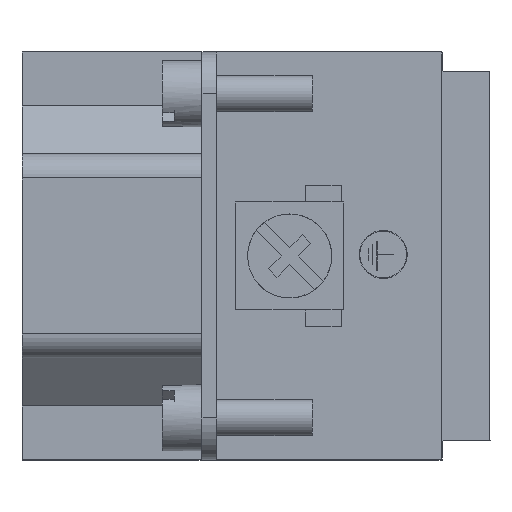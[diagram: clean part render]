
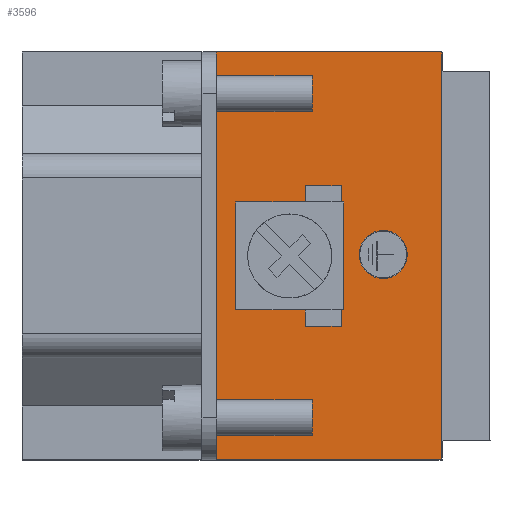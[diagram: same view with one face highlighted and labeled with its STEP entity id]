
A CAD part, left-side view. The second image highlights one B-rep face of the part: STEP entity #3596.
In plain terms, the highlighted planar face has unit normal (-1, 0, 0).
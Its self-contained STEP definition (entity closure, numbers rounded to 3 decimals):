
#2019=FACE_BOUND('',#6105,.T.);
#2020=FACE_BOUND('',#6106,.T.);
#2021=FACE_BOUND('',#6107,.T.);
#2138=B_SPLINE_CURVE_WITH_KNOTS('',3,(#26289,#26290,#26291,#26292),
 .UNSPECIFIED.,.F.,.F.,(4,4),(0.,1.),.UNSPECIFIED.);
#2139=B_SPLINE_CURVE_WITH_KNOTS('',3,(#26300,#26301,#26302,#26303),
 .UNSPECIFIED.,.F.,.F.,(4,4),(0.,1.),.UNSPECIFIED.);
#2140=B_SPLINE_CURVE_WITH_KNOTS('',3,(#26305,#26306,#26307,#26308),
 .UNSPECIFIED.,.F.,.F.,(4,4),(0.,1.),.UNSPECIFIED.);
#2141=B_SPLINE_CURVE_WITH_KNOTS('',3,(#26314,#26315,#26316,#26317),
 .UNSPECIFIED.,.F.,.F.,(4,4),(0.,1.),.UNSPECIFIED.);
#2142=B_SPLINE_CURVE_WITH_KNOTS('',3,(#26319,#26320,#26321,#26322),
 .UNSPECIFIED.,.F.,.F.,(4,4),(0.,1.),.UNSPECIFIED.);
#2143=B_SPLINE_CURVE_WITH_KNOTS('',3,(#26326,#26327,#26328,#26329),
 .UNSPECIFIED.,.F.,.F.,(4,4),(0.,1.),.UNSPECIFIED.);
#2144=B_SPLINE_CURVE_WITH_KNOTS('',3,(#26333,#26334,#26335,#26336),
 .UNSPECIFIED.,.F.,.F.,(4,4),(0.,1.),.UNSPECIFIED.);
#2145=B_SPLINE_CURVE_WITH_KNOTS('',3,(#26342,#26343,#26344,#26345),
 .UNSPECIFIED.,.F.,.F.,(4,4),(0.,1.),.UNSPECIFIED.);
#2146=B_SPLINE_CURVE_WITH_KNOTS('',3,(#26347,#26348,#26349,#26350),
 .UNSPECIFIED.,.F.,.F.,(4,4),(0.,1.),.UNSPECIFIED.);
#2147=B_SPLINE_CURVE_WITH_KNOTS('',3,(#26356,#26357,#26358,#26359),
 .UNSPECIFIED.,.F.,.F.,(4,4),(0.,1.),.UNSPECIFIED.);
#2148=B_SPLINE_CURVE_WITH_KNOTS('',3,(#26361,#26362,#26363,#26364),
 .UNSPECIFIED.,.F.,.F.,(4,4),(0.,1.),.UNSPECIFIED.);
#2149=B_SPLINE_CURVE_WITH_KNOTS('',3,(#26368,#26369,#26370,#26371),
 .UNSPECIFIED.,.F.,.F.,(4,4),(0.,1.),.UNSPECIFIED.);
#2441=CIRCLE('',#18316,2.);
#3596=ADVANCED_FACE('',(#2019,#2020,#2021),#4295,.T.);
#4295=PLANE('',#18971);
#6105=EDGE_LOOP('',(#9803));
#6106=EDGE_LOOP('',(#9804,#9805,#9806,#9807,#9808,#9809,#9810,#9811,#9812,
#9813,#9814,#9815));
#6107=EDGE_LOOP('',(#9816,#9817,#9818,#9819));
#9803=ORIENTED_EDGE('',*,*,#13257,.T.);
#9804=ORIENTED_EDGE('',*,*,#13339,.T.);
#9805=ORIENTED_EDGE('',*,*,#13316,.T.);
#9806=ORIENTED_EDGE('',*,*,#13320,.T.);
#9807=ORIENTED_EDGE('',*,*,#13321,.T.);
#9808=ORIENTED_EDGE('',*,*,#13324,.T.);
#9809=ORIENTED_EDGE('',*,*,#13325,.T.);
#9810=ORIENTED_EDGE('',*,*,#13327,.T.);
#9811=ORIENTED_EDGE('',*,*,#13329,.T.);
#9812=ORIENTED_EDGE('',*,*,#13332,.T.);
#9813=ORIENTED_EDGE('',*,*,#13333,.T.);
#9814=ORIENTED_EDGE('',*,*,#13336,.T.);
#9815=ORIENTED_EDGE('',*,*,#13337,.T.);
#9816=ORIENTED_EDGE('',*,*,#13936,.T.);
#9817=ORIENTED_EDGE('',*,*,#13937,.T.);
#9818=ORIENTED_EDGE('',*,*,#13934,.F.);
#9819=ORIENTED_EDGE('',*,*,#13938,.F.);
#11333=VERTEX_POINT('',#26149);
#11376=VERTEX_POINT('',#26293);
#11377=VERTEX_POINT('',#26294);
#11378=VERTEX_POINT('',#26299);
#11379=VERTEX_POINT('',#26309);
#11380=VERTEX_POINT('',#26313);
#11381=VERTEX_POINT('',#26323);
#11382=VERTEX_POINT('',#26330);
#11383=VERTEX_POINT('',#26337);
#11384=VERTEX_POINT('',#26341);
#11385=VERTEX_POINT('',#26351);
#11386=VERTEX_POINT('',#26355);
#11387=VERTEX_POINT('',#26365);
#11866=VERTEX_POINT('',#27807);
#11867=VERTEX_POINT('',#27809);
#11868=VERTEX_POINT('',#27813);
#11869=VERTEX_POINT('',#27814);
#13257=EDGE_CURVE('',#11333,#11333,#2441,.T.);
#13316=EDGE_CURVE('',#11376,#11377,#2138,.T.);
#13320=EDGE_CURVE('',#11377,#11378,#2139,.T.);
#13321=EDGE_CURVE('',#11378,#11379,#2140,.T.);
#13324=EDGE_CURVE('',#11379,#11380,#2141,.T.);
#13325=EDGE_CURVE('',#11380,#11381,#2142,.T.);
#13327=EDGE_CURVE('',#11381,#11382,#2143,.T.);
#13329=EDGE_CURVE('',#11382,#11383,#2144,.T.);
#13332=EDGE_CURVE('',#11383,#11384,#2145,.T.);
#13333=EDGE_CURVE('',#11384,#11385,#2146,.T.);
#13336=EDGE_CURVE('',#11385,#11386,#2147,.T.);
#13337=EDGE_CURVE('',#11386,#11387,#2148,.T.);
#13339=EDGE_CURVE('',#11387,#11376,#2149,.T.);
#13934=EDGE_CURVE('',#11866,#11867,#15597,.T.);
#13936=EDGE_CURVE('',#11868,#11869,#15599,.T.);
#13937=EDGE_CURVE('',#11869,#11867,#15600,.T.);
#13938=EDGE_CURVE('',#11868,#11866,#15601,.T.);
#15597=LINE('',#27808,#17244);
#15599=LINE('',#27812,#17246);
#15600=LINE('',#27815,#17247);
#15601=LINE('',#27816,#17248);
#17244=VECTOR('',#23042,1.);
#17246=VECTOR('',#23046,1.);
#17247=VECTOR('',#23047,1.);
#17248=VECTOR('',#23048,1.);
#18316=AXIS2_PLACEMENT_3D('',#26148,#21372,#21373);
#18971=AXIS2_PLACEMENT_3D('',#27817,#23049,#23050);
#21372=DIRECTION('',(1.,0.,0.));
#21373=DIRECTION('',(0.,1.,0.));
#23042=DIRECTION('',(0.,0.,-1.));
#23046=DIRECTION('',(0.,0.,-1.));
#23047=DIRECTION('',(0.,-1.,0.));
#23048=DIRECTION('',(0.,-1.,0.));
#23049=DIRECTION('',(-1.,0.,0.));
#23050=DIRECTION('',(0.,0.,1.));
#26148=CARTESIAN_POINT('',(-31.7,-13.898,0.126));
#26149=CARTESIAN_POINT('',(-31.7,-11.898,0.126));
#26289=CARTESIAN_POINT('',(-31.7,-7.406,-5.849));
#26290=CARTESIAN_POINT('',(-31.7,-7.406,-5.399));
#26291=CARTESIAN_POINT('',(-31.7,-7.406,-4.949));
#26292=CARTESIAN_POINT('',(-31.7,-7.406,-4.499));
#26293=CARTESIAN_POINT('',(-31.7,-7.406,-5.849));
#26294=CARTESIAN_POINT('',(-31.7,-7.406,-4.499));
#26299=CARTESIAN_POINT('',(-31.7,-1.606,-4.499));
#26300=CARTESIAN_POINT('',(-31.7,-7.406,-4.499));
#26301=CARTESIAN_POINT('',(-31.7,-5.472,-4.499));
#26302=CARTESIAN_POINT('',(-31.7,-3.539,-4.499));
#26303=CARTESIAN_POINT('',(-31.7,-1.606,-4.499));
#26305=CARTESIAN_POINT('',(-31.7,-1.606,-4.499));
#26306=CARTESIAN_POINT('',(-31.7,-1.606,-1.499));
#26307=CARTESIAN_POINT('',(-31.7,-1.606,1.501));
#26308=CARTESIAN_POINT('',(-31.7,-1.606,4.501));
#26309=CARTESIAN_POINT('',(-31.7,-1.606,4.501));
#26313=CARTESIAN_POINT('',(-31.7,-7.406,4.501));
#26314=CARTESIAN_POINT('',(-31.7,-1.606,4.501));
#26315=CARTESIAN_POINT('',(-31.7,-3.539,4.501));
#26316=CARTESIAN_POINT('',(-31.7,-5.472,4.501));
#26317=CARTESIAN_POINT('',(-31.7,-7.406,4.501));
#26319=CARTESIAN_POINT('',(-31.7,-7.406,4.501));
#26320=CARTESIAN_POINT('',(-31.7,-7.406,4.951));
#26321=CARTESIAN_POINT('',(-31.7,-7.406,5.401));
#26322=CARTESIAN_POINT('',(-31.7,-7.406,5.851));
#26323=CARTESIAN_POINT('',(-31.7,-7.406,5.851));
#26326=CARTESIAN_POINT('',(-31.7,-7.406,5.851));
#26327=CARTESIAN_POINT('',(-31.7,-8.406,5.851));
#26328=CARTESIAN_POINT('',(-31.7,-9.406,5.851));
#26329=CARTESIAN_POINT('',(-31.7,-10.406,5.851));
#26330=CARTESIAN_POINT('',(-31.7,-10.406,5.851));
#26333=CARTESIAN_POINT('',(-31.7,-10.406,5.851));
#26334=CARTESIAN_POINT('',(-31.7,-10.406,5.401));
#26335=CARTESIAN_POINT('',(-31.7,-10.406,4.951));
#26336=CARTESIAN_POINT('',(-31.7,-10.406,4.501));
#26337=CARTESIAN_POINT('',(-31.7,-10.406,4.501));
#26341=CARTESIAN_POINT('',(-31.7,-10.606,4.501));
#26342=CARTESIAN_POINT('',(-31.7,-10.406,4.501));
#26343=CARTESIAN_POINT('',(-31.7,-10.472,4.501));
#26344=CARTESIAN_POINT('',(-31.7,-10.539,4.501));
#26345=CARTESIAN_POINT('',(-31.7,-10.606,4.501));
#26347=CARTESIAN_POINT('',(-31.7,-10.606,4.501));
#26348=CARTESIAN_POINT('',(-31.7,-10.606,1.501));
#26349=CARTESIAN_POINT('',(-31.7,-10.606,-1.499));
#26350=CARTESIAN_POINT('',(-31.7,-10.606,-4.499));
#26351=CARTESIAN_POINT('',(-31.7,-10.606,-4.499));
#26355=CARTESIAN_POINT('',(-31.7,-10.406,-4.499));
#26356=CARTESIAN_POINT('',(-31.7,-10.606,-4.499));
#26357=CARTESIAN_POINT('',(-31.7,-10.539,-4.499));
#26358=CARTESIAN_POINT('',(-31.7,-10.472,-4.499));
#26359=CARTESIAN_POINT('',(-31.7,-10.406,-4.499));
#26361=CARTESIAN_POINT('',(-31.7,-10.406,-4.499));
#26362=CARTESIAN_POINT('',(-31.7,-10.406,-4.949));
#26363=CARTESIAN_POINT('',(-31.7,-10.406,-5.399));
#26364=CARTESIAN_POINT('',(-31.7,-10.406,-5.849));
#26365=CARTESIAN_POINT('',(-31.701,-10.406,-5.849));
#26368=CARTESIAN_POINT('',(-31.7,-10.406,-5.849));
#26369=CARTESIAN_POINT('',(-31.7,-9.406,-5.849));
#26370=CARTESIAN_POINT('',(-31.7,-8.406,-5.849));
#26371=CARTESIAN_POINT('',(-31.7,-7.406,-5.849));
#27807=CARTESIAN_POINT('',(-31.7,-18.798,17.001));
#27808=CARTESIAN_POINT('',(-31.7,-18.798,17.001));
#27809=CARTESIAN_POINT('',(-31.701,-18.798,-16.999));
#27812=CARTESIAN_POINT('',(-31.7,0.002,17.001));
#27813=CARTESIAN_POINT('',(-31.7,0.002,17.001));
#27814=CARTESIAN_POINT('',(-31.701,0.002,-16.999));
#27815=CARTESIAN_POINT('',(-31.701,0.002,-16.999));
#27816=CARTESIAN_POINT('',(-31.7,0.002,17.001));
#27817=CARTESIAN_POINT('',(-31.701,-18.898,-17.099));
